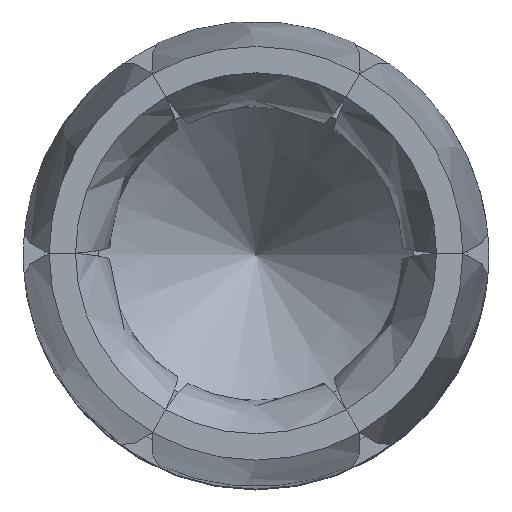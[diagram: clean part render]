
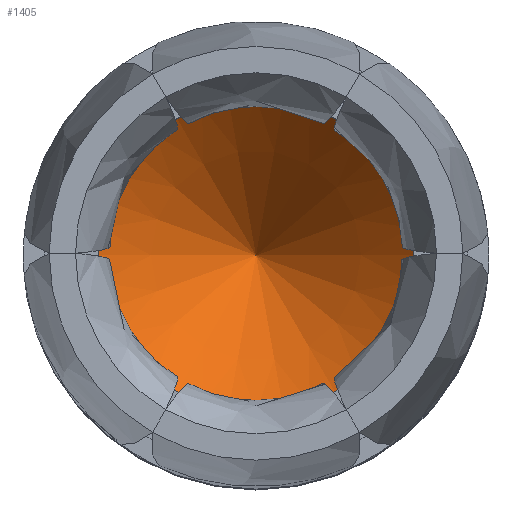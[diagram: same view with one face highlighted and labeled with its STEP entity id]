
A CAD part, top view. The second image highlights one B-rep face of the part: STEP entity #1405.
In plain terms, the highlighted conical face has half-angle 45 degrees and reference radius 0 mm.
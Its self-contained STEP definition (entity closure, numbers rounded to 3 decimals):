
#1071=CONICAL_SURFACE('',#5064,0.,45.);
#1077=VERTEX_LOOP('',#2929);
#1405=ADVANCED_FACE('',(#1626,#1627),#1071,.F.);
#1626=FACE_BOUND('',#1704,.T.);
#1627=FACE_BOUND('',#1077,.T.);
#1704=EDGE_LOOP('',(#2065));
#2065=ORIENTED_EDGE('',*,*,#3267,.T.);
#2928=VERTEX_POINT('',#7197);
#2929=VERTEX_POINT('',#7198);
#3267=EDGE_CURVE('',#2928,#2928,#3698,.T.);
#3698=CIRCLE('',#5063,1.525);
#5063=AXIS2_PLACEMENT_3D('',#7196,#5601,#5602);
#5064=AXIS2_PLACEMENT_3D('',#7199,#5603,#5604);
#5601=DIRECTION('',(0.,0.,1.));
#5602=DIRECTION('',(1.,0.,0.));
#5603=DIRECTION('',(0.,0.,1.));
#5604=DIRECTION('',(1.,0.,0.));
#7196=CARTESIAN_POINT('',(0.,0.,11.7));
#7197=CARTESIAN_POINT('',(1.525,0.,11.7));
#7198=CARTESIAN_POINT('',(0.,0.,10.175));
#7199=CARTESIAN_POINT('',(0.,0.,10.175));
